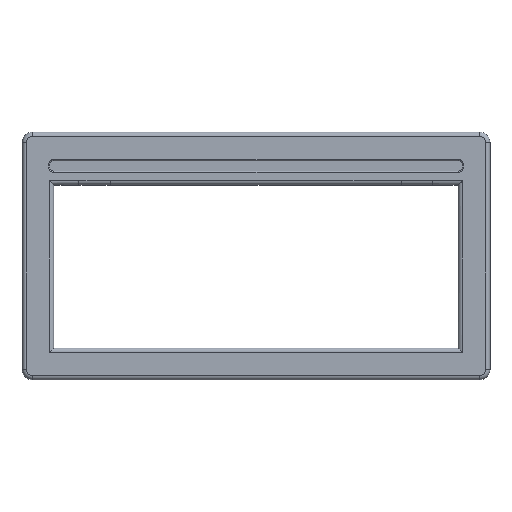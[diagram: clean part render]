
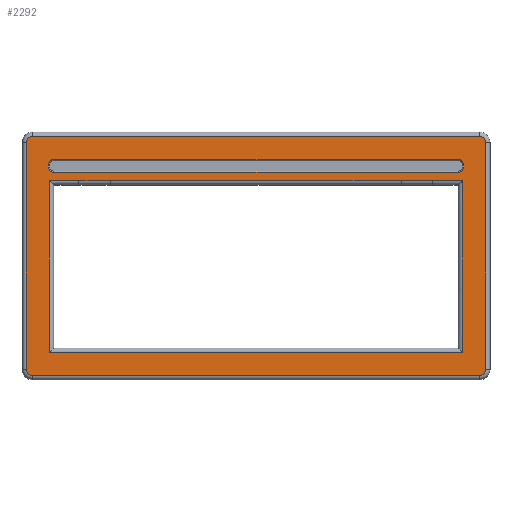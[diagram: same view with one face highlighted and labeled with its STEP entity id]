
A CAD part, top view. The second image highlights one B-rep face of the part: STEP entity #2292.
In plain terms, the highlighted planar face has unit normal (0, 0, 1).
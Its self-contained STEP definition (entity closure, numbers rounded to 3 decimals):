
#67=FACE_BOUND('',#523,.T.);
#68=FACE_BOUND('',#524,.T.);
#150=CIRCLE('',#2529,3.);
#151=CIRCLE('',#2530,3.);
#152=CIRCLE('',#2531,3.);
#153=CIRCLE('',#2532,3.);
#154=CIRCLE('',#2533,2.5);
#155=CIRCLE('',#2534,2.5);
#156=CIRCLE('',#2535,2.5);
#157=CIRCLE('',#2536,2.5);
#264=PLANE('',#2528);
#367=FACE_OUTER_BOUND('',#522,.T.);
#522=EDGE_LOOP('',(#1833,#1834,#1835,#1836,#1837,#1838,#1839,#1840));
#523=EDGE_LOOP('',(#1841,#1842,#1843,#1844,#1845,#1846,#1847,#1848));
#524=EDGE_LOOP('',(#1849,#1850,#1851,#1852,#1853,#1854,#1855,#1856));
#679=LINE('',#4729,#829);
#680=LINE('',#4733,#830);
#681=LINE('',#4737,#831);
#685=LINE('',#4747,#835);
#687=LINE('',#4754,#837);
#688=LINE('',#4758,#838);
#689=LINE('',#4762,#839);
#690=LINE('',#4766,#840);
#691=LINE('',#4769,#841);
#692=LINE('',#4771,#842);
#693=LINE('',#4773,#843);
#694=LINE('',#4774,#844);
#695=LINE('',#4777,#845);
#696=LINE('',#4781,#846);
#697=LINE('',#4785,#847);
#698=LINE('',#4789,#848);
#829=VECTOR('',#3018,10.);
#830=VECTOR('',#3023,10.);
#831=VECTOR('',#3028,10.);
#835=VECTOR('',#3038,10.);
#837=VECTOR('',#3044,10.);
#838=VECTOR('',#3047,10.);
#839=VECTOR('',#3050,10.);
#840=VECTOR('',#3053,10.);
#841=VECTOR('',#3056,10.);
#842=VECTOR('',#3057,10.);
#843=VECTOR('',#3058,10.);
#844=VECTOR('',#3059,10.);
#845=VECTOR('',#3060,10.);
#846=VECTOR('',#3063,10.);
#847=VECTOR('',#3066,10.);
#848=VECTOR('',#3069,10.);
#1046=VERTEX_POINT('',#4726);
#1047=VERTEX_POINT('',#4728);
#1048=VERTEX_POINT('',#4732);
#1049=VERTEX_POINT('',#4736);
#1052=VERTEX_POINT('',#4746);
#1054=VERTEX_POINT('',#4752);
#1055=VERTEX_POINT('',#4753);
#1056=VERTEX_POINT('',#4755);
#1057=VERTEX_POINT('',#4757);
#1058=VERTEX_POINT('',#4759);
#1059=VERTEX_POINT('',#4761);
#1060=VERTEX_POINT('',#4763);
#1061=VERTEX_POINT('',#4765);
#1062=VERTEX_POINT('',#4768);
#1063=VERTEX_POINT('',#4770);
#1064=VERTEX_POINT('',#4772);
#1065=VERTEX_POINT('',#4775);
#1066=VERTEX_POINT('',#4776);
#1067=VERTEX_POINT('',#4778);
#1068=VERTEX_POINT('',#4780);
#1069=VERTEX_POINT('',#4782);
#1070=VERTEX_POINT('',#4784);
#1071=VERTEX_POINT('',#4786);
#1072=VERTEX_POINT('',#4788);
#1323=EDGE_CURVE('',#1046,#1047,#679,.T.);
#1325=EDGE_CURVE('',#1047,#1048,#680,.T.);
#1327=EDGE_CURVE('',#1048,#1049,#681,.T.);
#1332=EDGE_CURVE('',#1049,#1052,#685,.T.);
#1335=EDGE_CURVE('',#1054,#1055,#687,.T.);
#1336=EDGE_CURVE('',#1056,#1054,#150,.T.);
#1337=EDGE_CURVE('',#1057,#1056,#688,.T.);
#1338=EDGE_CURVE('',#1058,#1057,#151,.T.);
#1339=EDGE_CURVE('',#1059,#1058,#689,.T.);
#1340=EDGE_CURVE('',#1060,#1059,#152,.T.);
#1341=EDGE_CURVE('',#1061,#1060,#690,.T.);
#1342=EDGE_CURVE('',#1055,#1061,#153,.T.);
#1343=EDGE_CURVE('',#1062,#1046,#691,.T.);
#1344=EDGE_CURVE('',#1063,#1062,#692,.T.);
#1345=EDGE_CURVE('',#1064,#1063,#693,.T.);
#1346=EDGE_CURVE('',#1052,#1064,#694,.T.);
#1347=EDGE_CURVE('',#1065,#1066,#695,.T.);
#1348=EDGE_CURVE('',#1067,#1065,#154,.T.);
#1349=EDGE_CURVE('',#1068,#1067,#696,.T.);
#1350=EDGE_CURVE('',#1069,#1068,#155,.T.);
#1351=EDGE_CURVE('',#1070,#1069,#697,.T.);
#1352=EDGE_CURVE('',#1071,#1070,#156,.T.);
#1353=EDGE_CURVE('',#1072,#1071,#698,.T.);
#1354=EDGE_CURVE('',#1066,#1072,#157,.T.);
#1833=ORIENTED_EDGE('',*,*,#1335,.F.);
#1834=ORIENTED_EDGE('',*,*,#1336,.F.);
#1835=ORIENTED_EDGE('',*,*,#1337,.F.);
#1836=ORIENTED_EDGE('',*,*,#1338,.F.);
#1837=ORIENTED_EDGE('',*,*,#1339,.F.);
#1838=ORIENTED_EDGE('',*,*,#1340,.F.);
#1839=ORIENTED_EDGE('',*,*,#1341,.F.);
#1840=ORIENTED_EDGE('',*,*,#1342,.F.);
#1841=ORIENTED_EDGE('',*,*,#1343,.F.);
#1842=ORIENTED_EDGE('',*,*,#1344,.F.);
#1843=ORIENTED_EDGE('',*,*,#1345,.F.);
#1844=ORIENTED_EDGE('',*,*,#1346,.F.);
#1845=ORIENTED_EDGE('',*,*,#1332,.F.);
#1846=ORIENTED_EDGE('',*,*,#1327,.F.);
#1847=ORIENTED_EDGE('',*,*,#1325,.F.);
#1848=ORIENTED_EDGE('',*,*,#1323,.F.);
#1849=ORIENTED_EDGE('',*,*,#1347,.F.);
#1850=ORIENTED_EDGE('',*,*,#1348,.F.);
#1851=ORIENTED_EDGE('',*,*,#1349,.F.);
#1852=ORIENTED_EDGE('',*,*,#1350,.F.);
#1853=ORIENTED_EDGE('',*,*,#1351,.F.);
#1854=ORIENTED_EDGE('',*,*,#1352,.F.);
#1855=ORIENTED_EDGE('',*,*,#1353,.F.);
#1856=ORIENTED_EDGE('',*,*,#1354,.F.);
#2292=ADVANCED_FACE('',(#367,#67,#68),#264,.T.);
#2528=AXIS2_PLACEMENT_3D('',#4751,#3042,#3043);
#2529=AXIS2_PLACEMENT_3D('',#4756,#3045,#3046);
#2530=AXIS2_PLACEMENT_3D('',#4760,#3048,#3049);
#2531=AXIS2_PLACEMENT_3D('',#4764,#3051,#3052);
#2532=AXIS2_PLACEMENT_3D('',#4767,#3054,#3055);
#2533=AXIS2_PLACEMENT_3D('',#4779,#3061,#3062);
#2534=AXIS2_PLACEMENT_3D('',#4783,#3064,#3065);
#2535=AXIS2_PLACEMENT_3D('',#4787,#3067,#3068);
#2536=AXIS2_PLACEMENT_3D('',#4790,#3070,#3071);
#3018=DIRECTION('',(0.,-1.,0.));
#3023=DIRECTION('',(1.,0.,0.));
#3028=DIRECTION('',(0.,1.,0.));
#3038=DIRECTION('',(-1.,0.,0.));
#3042=DIRECTION('center_axis',(0.,0.,1.));
#3043=DIRECTION('ref_axis',(1.,0.,0.));
#3044=DIRECTION('',(-1.,0.,0.));
#3045=DIRECTION('center_axis',(0.,0.,-1.));
#3046=DIRECTION('ref_axis',(0.707,-0.707,0.));
#3047=DIRECTION('',(0.,-1.,0.));
#3048=DIRECTION('center_axis',(0.,0.,-1.));
#3049=DIRECTION('ref_axis',(0.707,0.707,0.));
#3050=DIRECTION('',(1.,0.,0.));
#3051=DIRECTION('center_axis',(0.,0.,-1.));
#3052=DIRECTION('ref_axis',(-0.707,0.707,0.));
#3053=DIRECTION('',(0.,1.,0.));
#3054=DIRECTION('center_axis',(0.,0.,-1.));
#3055=DIRECTION('ref_axis',(-0.707,-0.707,0.));
#3056=DIRECTION('',(-1.,0.,0.));
#3057=DIRECTION('',(-1.,0.,0.));
#3058=DIRECTION('',(-1.,0.,0.));
#3059=DIRECTION('',(-1.,0.,0.));
#3060=DIRECTION('',(1.,0.,0.));
#3061=DIRECTION('center_axis',(0.,0.,1.));
#3062=DIRECTION('ref_axis',(-0.707,-0.707,0.));
#3063=DIRECTION('',(0.,-1.,0.));
#3064=DIRECTION('center_axis',(0.,0.,1.));
#3065=DIRECTION('ref_axis',(-0.707,0.707,0.));
#3066=DIRECTION('',(-1.,0.,0.));
#3067=DIRECTION('center_axis',(0.,0.,1.));
#3068=DIRECTION('ref_axis',(0.707,0.707,0.));
#3069=DIRECTION('',(0.,1.,0.));
#3070=DIRECTION('center_axis',(0.,0.,1.));
#3071=DIRECTION('ref_axis',(0.707,-0.707,0.));
#4726=CARTESIAN_POINT('',(286.437,135.285,20.));
#4728=CARTESIAN_POINT('',(286.437,54.085,20.));
#4729=CARTESIAN_POINT('',(286.437,77.885,20.));
#4732=CARTESIAN_POINT('',(481.937,54.085,20.));
#4733=CARTESIAN_POINT('',(432.062,54.085,20.));
#4736=CARTESIAN_POINT('',(481.937,135.285,20.));
#4737=CARTESIAN_POINT('',(481.937,77.885,20.));
#4746=CARTESIAN_POINT('',(467.675,135.285,20.));
#4747=CARTESIAN_POINT('',(425.931,135.285,20.));
#4751=CARTESIAN_POINT('Origin',(384.187,99.685,20.));
#4752=CARTESIAN_POINT('',(489.937,43.085,20.));
#4753=CARTESIAN_POINT('',(278.437,43.085,20.));
#4754=CARTESIAN_POINT('',(328.812,43.085,20.));
#4755=CARTESIAN_POINT('',(492.937,46.085,20.));
#4756=CARTESIAN_POINT('Origin',(489.937,46.085,20.));
#4757=CARTESIAN_POINT('',(492.937,153.285,20.));
#4758=CARTESIAN_POINT('',(492.937,70.385,20.));
#4759=CARTESIAN_POINT('',(489.937,156.285,20.));
#4760=CARTESIAN_POINT('Origin',(489.937,153.285,20.));
#4761=CARTESIAN_POINT('',(278.437,156.285,20.));
#4762=CARTESIAN_POINT('',(439.562,156.285,20.));
#4763=CARTESIAN_POINT('',(275.437,153.285,20.));
#4764=CARTESIAN_POINT('Origin',(278.437,153.285,20.));
#4765=CARTESIAN_POINT('',(275.437,46.085,20.));
#4766=CARTESIAN_POINT('',(275.437,128.985,20.));
#4767=CARTESIAN_POINT('Origin',(278.437,46.085,20.));
#4768=CARTESIAN_POINT('',(300.388,135.285,20.));
#4769=CARTESIAN_POINT('',(336.312,135.285,20.));
#4770=CARTESIAN_POINT('',(315.175,135.285,20.));
#4771=CARTESIAN_POINT('',(342.287,135.285,20.));
#4772=CARTESIAN_POINT('',(452.888,135.285,20.));
#4773=CARTESIAN_POINT('',(349.681,135.285,20.));
#4774=CARTESIAN_POINT('',(418.537,135.285,20.));
#4775=CARTESIAN_POINT('',(288.437,139.285,20.));
#4776=CARTESIAN_POINT('',(479.937,139.285,20.));
#4777=CARTESIAN_POINT('',(432.062,139.285,20.));
#4778=CARTESIAN_POINT('',(285.937,141.785,20.));
#4779=CARTESIAN_POINT('Origin',(288.437,141.785,20.));
#4780=CARTESIAN_POINT('',(285.937,142.785,20.));
#4781=CARTESIAN_POINT('',(285.937,120.735,20.));
#4782=CARTESIAN_POINT('',(288.437,145.285,20.));
#4783=CARTESIAN_POINT('Origin',(288.437,142.785,20.));
#4784=CARTESIAN_POINT('',(479.937,145.285,20.));
#4785=CARTESIAN_POINT('',(336.312,145.285,20.));
#4786=CARTESIAN_POINT('',(482.437,142.785,20.));
#4787=CARTESIAN_POINT('Origin',(479.937,142.785,20.));
#4788=CARTESIAN_POINT('',(482.437,141.785,20.));
#4789=CARTESIAN_POINT('',(482.437,121.235,20.));
#4790=CARTESIAN_POINT('Origin',(479.937,141.785,20.));
